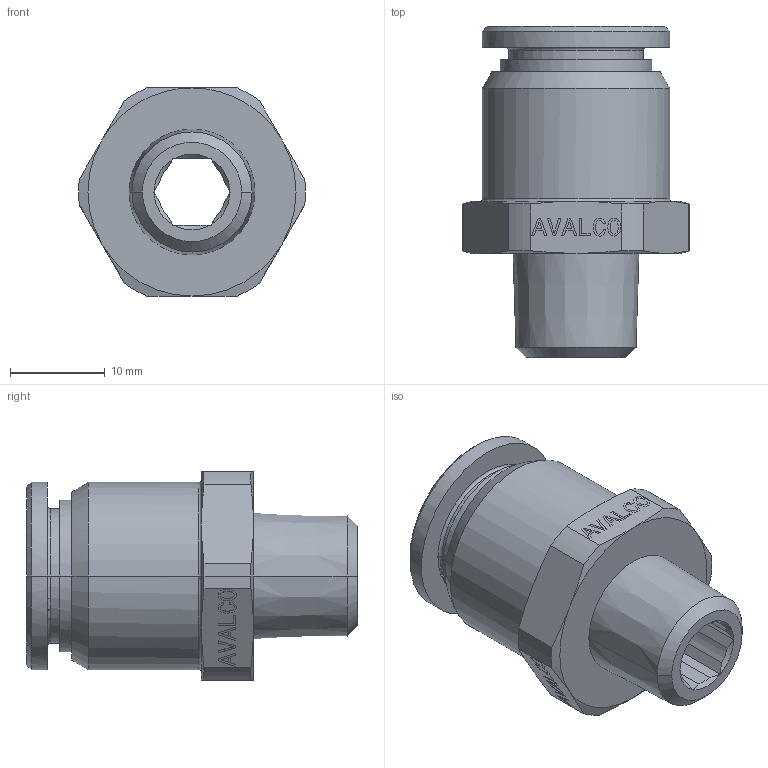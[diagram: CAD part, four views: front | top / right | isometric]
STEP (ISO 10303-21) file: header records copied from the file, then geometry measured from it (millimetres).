
FILE_DESCRIPTION(('CATIA V5 STEP Exchange'),'2;1');
FILE_NAME('PN510B-12R14.stp','2018-04-14T17:46:15+00:00',('none'),('none'),'CATIA Version 5 Release 21 GA (IN-10)','CATIA V5 STEP AP203','none');
FILE_SCHEMA(('CONFIG_CONTROL_DESIGN'));
Length unit declared in the file: millimetre
Products named in the file (1): PN510B-12R14
Bounding box: 24 x 35 x 22 mm (x, y, z)
Volume: 5748.9 mm3; surface area: 4218.7 mm2
Topology: 1 solids, 1 shells, 431 faces, 1153 edges, 758 vertices
Faces by surface type: plane 363, cone 34, cylinder 26, torus 8
Entity records: 13292 total; most frequent: CARTESIAN_POINT 2886, ORIENTED_EDGE 2306, DIRECTION 1811, EDGE_CURVE 1153, VECTOR 999, LINE 999, VERTEX_POINT 758, EDGE_LOOP 467
